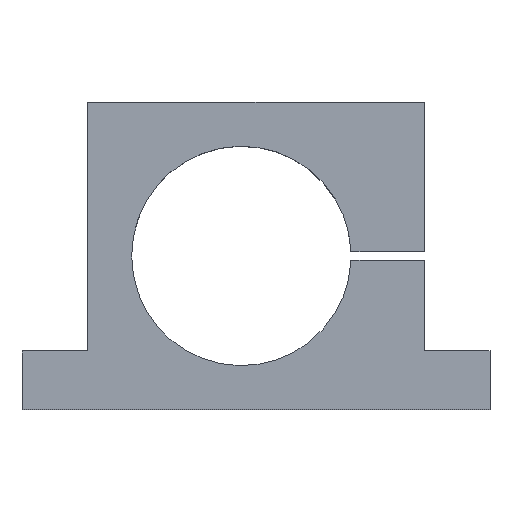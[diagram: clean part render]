
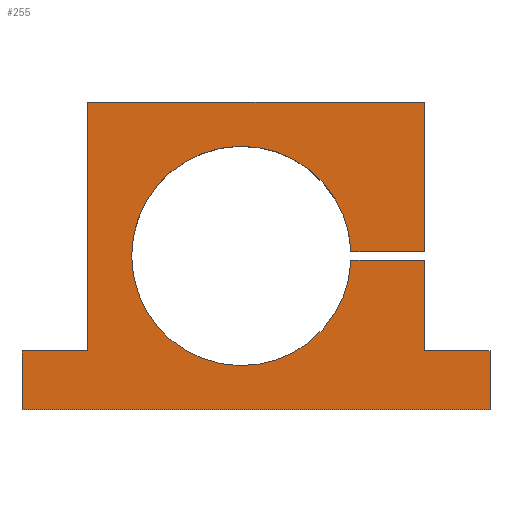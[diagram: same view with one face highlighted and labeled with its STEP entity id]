
A CAD part, top view. The second image highlights one B-rep face of the part: STEP entity #255.
In plain terms, the highlighted planar face has unit normal (0, 0, 1).
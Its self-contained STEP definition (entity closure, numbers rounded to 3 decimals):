
#15 = EDGE_CURVE ( 'NONE', #352, #91, #486, .T. ) ;
#23 = ORIENTED_EDGE ( 'NONE', *, *, #624, .T. ) ;
#31 = VERTEX_POINT ( 'NONE', #420 ) ;
#32 = CARTESIAN_POINT ( 'NONE',  ( 37.47, -1.5, 15. ) ) ;
#36 = LINE ( 'NONE', #506, #291 ) ;
#51 = EDGE_CURVE ( 'NONE', #86, #129, #278, .T. ) ;
#52 = ORIENTED_EDGE ( 'NONE', *, *, #485, .T. ) ;
#56 = DIRECTION ( 'NONE',  ( -1., 0., 0. ) ) ;
#63 = CARTESIAN_POINT ( 'NONE',  ( 62.5, 52.5, 15. ) ) ;
#68 = DIRECTION ( 'NONE',  ( 0., 0., -1. ) ) ;
#86 = VERTEX_POINT ( 'NONE', #570 ) ;
#91 = VERTEX_POINT ( 'NONE', #422 ) ;
#97 = VECTOR ( 'NONE', #628, 1000. ) ;
#104 = ORIENTED_EDGE ( 'NONE', *, *, #15, .T. ) ;
#107 = DIRECTION ( 'NONE',  ( 0., -1., 0. ) ) ;
#124 = CARTESIAN_POINT ( 'NONE',  ( 62.5, 1.5, 15. ) ) ;
#129 = VERTEX_POINT ( 'NONE', #32 ) ;
#155 = CARTESIAN_POINT ( 'NONE',  ( -75., -52.5, 15. ) ) ;
#165 = EDGE_CURVE ( 'NONE', #535, #508, #309, .T. ) ;
#167 = CARTESIAN_POINT ( 'NONE',  ( 62.5, 1.5, 15. ) ) ;
#170 = CARTESIAN_POINT ( 'NONE',  ( 85., -32.5, 15. ) ) ;
#174 = EDGE_CURVE ( 'NONE', #459, #535, #246, .T. ) ;
#178 = PLANE ( 'NONE',  #369 ) ;
#183 = DIRECTION ( 'NONE',  ( -1., 0., 0. ) ) ;
#209 = DIRECTION ( 'NONE',  ( 0., 1., 0. ) ) ;
#211 = VECTOR ( 'NONE', #209, 1000. ) ;
#215 = DIRECTION ( 'NONE',  ( 0., 1., 0. ) ) ;
#221 = VECTOR ( 'NONE', #215, 1000. ) ;
#229 = EDGE_CURVE ( 'NONE', #31, #490, #36, .T. ) ;
#234 = DIRECTION ( 'NONE',  ( 0., 0., 1. ) ) ;
#235 = CARTESIAN_POINT ( 'NONE',  ( 85., -52.5, 15. ) ) ;
#246 = LINE ( 'NONE', #259, #320 ) ;
#255 = ADVANCED_FACE ( 'NONE', ( #398 ), #178, .T. ) ;
#257 = CARTESIAN_POINT ( 'NONE',  ( 37.47, 1.5, 15. ) ) ;
#259 = CARTESIAN_POINT ( 'NONE',  ( -52.5, 52.5, 15. ) ) ;
#266 = CARTESIAN_POINT ( 'NONE',  ( 62.5, -32.5, 15. ) ) ;
#270 = DIRECTION ( 'NONE',  ( 1., 0., 0. ) ) ;
#278 = LINE ( 'NONE', #515, #507 ) ;
#291 = VECTOR ( 'NONE', #183, 1000. ) ;
#307 = VECTOR ( 'NONE', #107, 1000. ) ;
#309 = LINE ( 'NONE', #426, #307 ) ;
#320 = VECTOR ( 'NONE', #622, 1000. ) ;
#323 = ORIENTED_EDGE ( 'NONE', *, *, #562, .T. ) ;
#326 = LINE ( 'NONE', #532, #97 ) ;
#347 = VECTOR ( 'NONE', #270, 1000. ) ;
#352 = VERTEX_POINT ( 'NONE', #573 ) ;
#353 = EDGE_CURVE ( 'NONE', #91, #411, #588, .T. ) ;
#354 = ORIENTED_EDGE ( 'NONE', *, *, #165, .T. ) ;
#358 = CIRCLE ( 'NONE', #510, 37.5 ) ;
#359 = DIRECTION ( 'NONE',  ( 0., -1., 0. ) ) ;
#366 = VERTEX_POINT ( 'NONE', #257 ) ;
#369 = AXIS2_PLACEMENT_3D ( 'NONE', #644, #234, #599 ) ;
#372 = LINE ( 'NONE', #633, #462 ) ;
#374 = LINE ( 'NONE', #167, #347 ) ;
#376 = CARTESIAN_POINT ( 'NONE',  ( 0., 0., 15. ) ) ;
#398 = FACE_OUTER_BOUND ( 'NONE', #469, .T. ) ;
#411 = VERTEX_POINT ( 'NONE', #525 ) ;
#420 = CARTESIAN_POINT ( 'NONE',  ( 85., -32.5, 15. ) ) ;
#422 = CARTESIAN_POINT ( 'NONE',  ( -75., -52.5, 15. ) ) ;
#426 = CARTESIAN_POINT ( 'NONE',  ( -52.5, -32.5, 15. ) ) ;
#432 = CARTESIAN_POINT ( 'NONE',  ( 62.5, -1.5, 15. ) ) ;
#435 = ORIENTED_EDGE ( 'NONE', *, *, #174, .T. ) ;
#436 = DIRECTION ( 'NONE',  ( 1., 0., 0. ) ) ;
#439 = DIRECTION ( 'NONE',  ( 0., 1., 0. ) ) ;
#448 = LINE ( 'NONE', #170, #221 ) ;
#452 = EDGE_CURVE ( 'NONE', #490, #86, #566, .T. ) ;
#457 = CARTESIAN_POINT ( 'NONE',  ( -52.5, -32.5, 15. ) ) ;
#459 = VERTEX_POINT ( 'NONE', #63 ) ;
#462 = VECTOR ( 'NONE', #439, 1000. ) ;
#463 = VECTOR ( 'NONE', #619, 1000. ) ;
#465 = EDGE_CURVE ( 'NONE', #129, #366, #358, .T. ) ;
#469 = EDGE_LOOP ( 'NONE', ( #630, #323, #23, #435, #354, #52, #104, #514, #620, #521, #496, #509 ) ) ;
#473 = VECTOR ( 'NONE', #359, 1000. ) ;
#485 = EDGE_CURVE ( 'NONE', #508, #352, #326, .T. ) ;
#486 = LINE ( 'NONE', #155, #473 ) ;
#490 = VERTEX_POINT ( 'NONE', #266 ) ;
#496 = ORIENTED_EDGE ( 'NONE', *, *, #452, .T. ) ;
#506 = CARTESIAN_POINT ( 'NONE',  ( 62.5, -32.5, 15. ) ) ;
#507 = VECTOR ( 'NONE', #56, 1000. ) ;
#508 = VERTEX_POINT ( 'NONE', #457 ) ;
#509 = ORIENTED_EDGE ( 'NONE', *, *, #51, .T. ) ;
#510 = AXIS2_PLACEMENT_3D ( 'NONE', #376, #68, #436 ) ;
#514 = ORIENTED_EDGE ( 'NONE', *, *, #353, .T. ) ;
#515 = CARTESIAN_POINT ( 'NONE',  ( 62.5, -1.5, 15. ) ) ;
#521 = ORIENTED_EDGE ( 'NONE', *, *, #229, .T. ) ;
#525 = CARTESIAN_POINT ( 'NONE',  ( 85., -52.5, 15. ) ) ;
#532 = CARTESIAN_POINT ( 'NONE',  ( -75., -32.5, 15. ) ) ;
#534 = CARTESIAN_POINT ( 'NONE',  ( -52.5, 52.5, 15. ) ) ;
#535 = VERTEX_POINT ( 'NONE', #534 ) ;
#562 = EDGE_CURVE ( 'NONE', #366, #641, #374, .T. ) ;
#566 = LINE ( 'NONE', #432, #211 ) ;
#570 = CARTESIAN_POINT ( 'NONE',  ( 62.5, -1.5, 15. ) ) ;
#573 = CARTESIAN_POINT ( 'NONE',  ( -75., -32.5, 15. ) ) ;
#588 = LINE ( 'NONE', #235, #463 ) ;
#595 = EDGE_CURVE ( 'NONE', #411, #31, #448, .T. ) ;
#599 = DIRECTION ( 'NONE',  ( 1., 0., 0. ) ) ;
#619 = DIRECTION ( 'NONE',  ( 1., 0., 0. ) ) ;
#620 = ORIENTED_EDGE ( 'NONE', *, *, #595, .T. ) ;
#622 = DIRECTION ( 'NONE',  ( -1., 0., 0. ) ) ;
#624 = EDGE_CURVE ( 'NONE', #641, #459, #372, .T. ) ;
#628 = DIRECTION ( 'NONE',  ( -1., 0., 0. ) ) ;
#630 = ORIENTED_EDGE ( 'NONE', *, *, #465, .T. ) ;
#633 = CARTESIAN_POINT ( 'NONE',  ( 62.5, 52.5, 15. ) ) ;
#641 = VERTEX_POINT ( 'NONE', #124 ) ;
#644 = CARTESIAN_POINT ( 'NONE',  ( 0., 0., 15. ) ) ;
